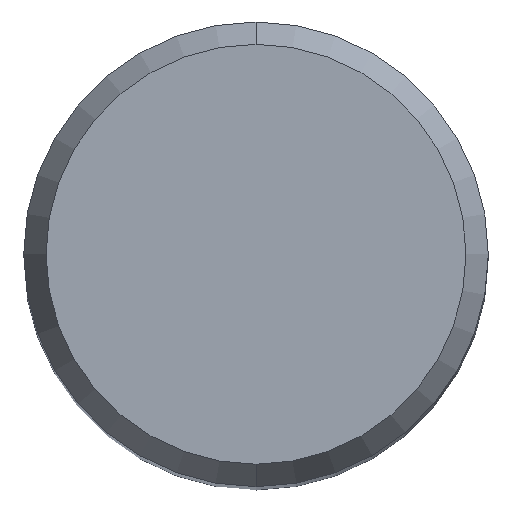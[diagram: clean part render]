
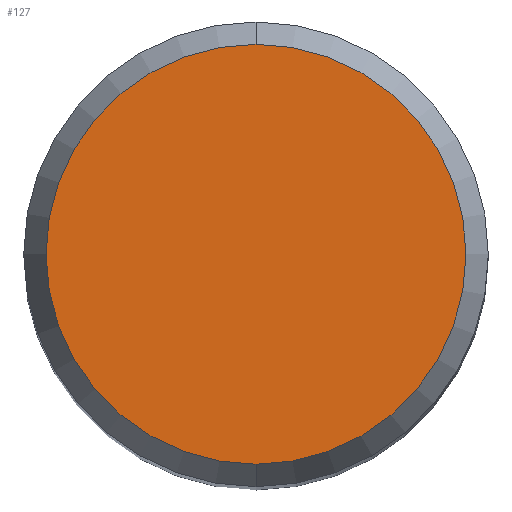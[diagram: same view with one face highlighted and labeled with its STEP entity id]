
A CAD part, top view. The second image highlights one B-rep face of the part: STEP entity #127.
In plain terms, the highlighted planar face has unit normal (0, 0, 1).
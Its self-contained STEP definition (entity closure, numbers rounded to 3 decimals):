
#127=ADVANCED_FACE('',(#330),#331,.T.);
#201=VERTEX_POINT('',#415);
#209=EDGE_CURVE('',#255,#201,#425,.T.);
#225=EDGE_CURVE('',#201,#255,#444,.T.);
#255=VERTEX_POINT('',#476);
#330=FACE_OUTER_BOUND('',#551,.T.);
#331=PLANE('',#552);
#415=CARTESIAN_POINT('',(0.0,4.304,0.01));
#425=CIRCLE('',#670,4.304);
#444=CIRCLE('',#694,4.304);
#476=CARTESIAN_POINT('',(0.,-4.304,0.01));
#551=EDGE_LOOP('',(#816,#817));
#552=AXIS2_PLACEMENT_3D('',#818,#819,#820);
#670=AXIS2_PLACEMENT_3D('',#948,#949,#950);
#694=AXIS2_PLACEMENT_3D('',#980,#981,#982);
#816=ORIENTED_EDGE('',*,*,#225,.F.);
#817=ORIENTED_EDGE('',*,*,#209,.F.);
#818=CARTESIAN_POINT('',(0.0,2.152,0.01));
#819=DIRECTION('',(-0.0,0.0,1.0));
#820=DIRECTION('',(0.0,-1.0,0.0));
#948=CARTESIAN_POINT('',(0.0,0.0,0.01));
#949=DIRECTION('',(0.0,0.0,-1.0));
#950=DIRECTION('',(0.0,1.0,0.0));
#980=CARTESIAN_POINT('',(0.0,0.0,0.01));
#981=DIRECTION('',(0.0,0.0,-1.0));
#982=DIRECTION('',(0.0,1.0,0.0));
